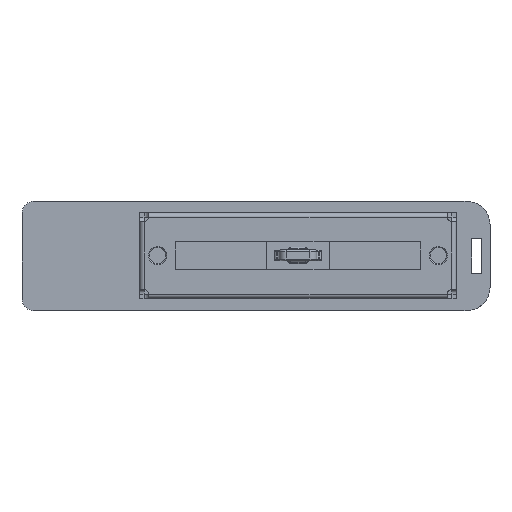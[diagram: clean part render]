
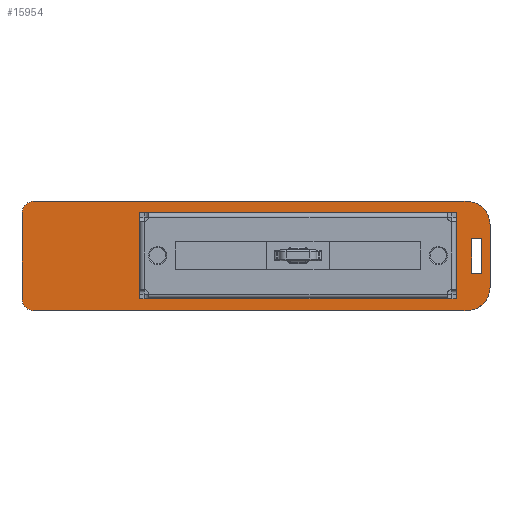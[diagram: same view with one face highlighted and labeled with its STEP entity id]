
A CAD part, top view. The second image highlights one B-rep face of the part: STEP entity #15954.
In plain terms, the highlighted planar face has unit normal (0, 0, 1).
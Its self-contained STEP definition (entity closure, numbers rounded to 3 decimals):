
#151=FACE_BOUND('',#1887,.T.);
#241=PLANE('',#17044);
#987=FACE_OUTER_BOUND('',#1886,.T.);
#1886=EDGE_LOOP('',(#10790,#10791,#10792,#10793,#10794,#10795,#10796,#10797));
#1887=EDGE_LOOP('',(#10798,#10799,#10800,#10801));
#2821=LINE('',#22778,#4733);
#2824=LINE('',#22784,#4736);
#2827=LINE('',#22790,#4739);
#2830=LINE('',#22794,#4742);
#2833=LINE('',#22802,#4745);
#2837=LINE('',#22814,#4749);
#2841=LINE('',#22826,#4753);
#2845=LINE('',#22838,#4757);
#4733=VECTOR('',#18410,10.);
#4736=VECTOR('',#18415,10.);
#4739=VECTOR('',#18420,10.);
#4742=VECTOR('',#18425,10.);
#4745=VECTOR('',#18430,10.);
#4749=VECTOR('',#18442,10.);
#4753=VECTOR('',#18454,10.);
#4757=VECTOR('',#18466,10.);
#6640=CIRCLE('',#17031,1.27);
#6642=CIRCLE('',#17035,1.27);
#6644=CIRCLE('',#17039,2.54);
#6646=CIRCLE('',#17043,2.54);
#6975=VERTEX_POINT('',#22775);
#6976=VERTEX_POINT('',#22777);
#6978=VERTEX_POINT('',#22783);
#6980=VERTEX_POINT('',#22789);
#6983=VERTEX_POINT('',#22799);
#6984=VERTEX_POINT('',#22801);
#6986=VERTEX_POINT('',#22807);
#6988=VERTEX_POINT('',#22813);
#6990=VERTEX_POINT('',#22819);
#6992=VERTEX_POINT('',#22825);
#6994=VERTEX_POINT('',#22831);
#6996=VERTEX_POINT('',#22837);
#8450=EDGE_CURVE('',#6976,#6975,#2821,.T.);
#8453=EDGE_CURVE('',#6978,#6976,#2824,.T.);
#8456=EDGE_CURVE('',#6980,#6978,#2827,.T.);
#8459=EDGE_CURVE('',#6975,#6980,#2830,.T.);
#8462=EDGE_CURVE('',#6984,#6983,#2833,.T.);
#8465=EDGE_CURVE('',#6986,#6984,#6640,.T.);
#8468=EDGE_CURVE('',#6988,#6986,#2837,.T.);
#8471=EDGE_CURVE('',#6990,#6988,#6642,.T.);
#8474=EDGE_CURVE('',#6992,#6990,#2841,.T.);
#8477=EDGE_CURVE('',#6994,#6992,#6644,.T.);
#8480=EDGE_CURVE('',#6996,#6994,#2845,.T.);
#8483=EDGE_CURVE('',#6983,#6996,#6646,.T.);
#10790=ORIENTED_EDGE('',*,*,#8483,.T.);
#10791=ORIENTED_EDGE('',*,*,#8480,.T.);
#10792=ORIENTED_EDGE('',*,*,#8477,.T.);
#10793=ORIENTED_EDGE('',*,*,#8474,.T.);
#10794=ORIENTED_EDGE('',*,*,#8471,.T.);
#10795=ORIENTED_EDGE('',*,*,#8468,.T.);
#10796=ORIENTED_EDGE('',*,*,#8465,.T.);
#10797=ORIENTED_EDGE('',*,*,#8462,.T.);
#10798=ORIENTED_EDGE('',*,*,#8459,.T.);
#10799=ORIENTED_EDGE('',*,*,#8456,.T.);
#10800=ORIENTED_EDGE('',*,*,#8453,.T.);
#10801=ORIENTED_EDGE('',*,*,#8450,.T.);
#15954=ADVANCED_FACE('',(#987,#151),#241,.T.);
#17031=AXIS2_PLACEMENT_3D('',#22808,#18436,#18437);
#17035=AXIS2_PLACEMENT_3D('',#22820,#18448,#18449);
#17039=AXIS2_PLACEMENT_3D('',#22832,#18460,#18461);
#17043=AXIS2_PLACEMENT_3D('',#22842,#18472,#18473);
#17044=AXIS2_PLACEMENT_3D('',#22843,#18474,#18475);
#18410=DIRECTION('',(0.,-1.,0.));
#18415=DIRECTION('',(1.,0.,0.));
#18420=DIRECTION('',(0.,1.,0.));
#18425=DIRECTION('',(-1.,0.,0.));
#18430=DIRECTION('',(1.,0.,0.));
#18436=DIRECTION('center_axis',(0.,0.,1.));
#18437=DIRECTION('ref_axis',(-1.,0.,0.));
#18442=DIRECTION('',(0.,-1.,0.));
#18448=DIRECTION('center_axis',(0.,0.,1.));
#18449=DIRECTION('ref_axis',(0.,1.,0.));
#18454=DIRECTION('',(-1.,0.,0.));
#18460=DIRECTION('center_axis',(0.,0.,1.));
#18461=DIRECTION('ref_axis',(1.,0.,0.));
#18466=DIRECTION('',(0.,1.,0.));
#18472=DIRECTION('center_axis',(0.,0.,1.));
#18473=DIRECTION('ref_axis',(0.,-1.,0.));
#18474=DIRECTION('center_axis',(0.,0.,1.));
#18475=DIRECTION('ref_axis',(1.,0.,0.));
#22775=CARTESIAN_POINT('',(50.8,-1.905,2.));
#22777=CARTESIAN_POINT('',(50.8,1.905,2.));
#22778=CARTESIAN_POINT('',(50.8,1.905,2.));
#22783=CARTESIAN_POINT('',(49.657,1.905,2.));
#22784=CARTESIAN_POINT('',(49.657,1.905,2.));
#22789=CARTESIAN_POINT('',(49.657,-1.905,2.));
#22790=CARTESIAN_POINT('',(49.657,-1.905,2.));
#22794=CARTESIAN_POINT('',(50.8,-1.905,2.));
#22799=CARTESIAN_POINT('',(49.149,-6.032,2.));
#22801=CARTESIAN_POINT('',(1.27,-6.032,2.));
#22802=CARTESIAN_POINT('',(49.149,-6.032,2.));
#22807=CARTESIAN_POINT('',(0.,-4.762,2.));
#22808=CARTESIAN_POINT('Origin',(1.27,-4.762,2.));
#22813=CARTESIAN_POINT('',(0.,4.762,2.));
#22814=CARTESIAN_POINT('',(0.,-4.762,2.));
#22819=CARTESIAN_POINT('',(1.27,6.032,2.));
#22820=CARTESIAN_POINT('Origin',(1.27,4.762,2.));
#22825=CARTESIAN_POINT('',(49.149,6.032,2.));
#22826=CARTESIAN_POINT('',(1.27,6.032,2.));
#22831=CARTESIAN_POINT('',(51.689,3.492,2.));
#22832=CARTESIAN_POINT('Origin',(49.149,3.492,2.));
#22837=CARTESIAN_POINT('',(51.689,-3.492,2.));
#22838=CARTESIAN_POINT('',(51.689,3.492,2.));
#22842=CARTESIAN_POINT('Origin',(49.149,-3.492,2.));
#22843=CARTESIAN_POINT('Origin',(25.845,0.,2.));
